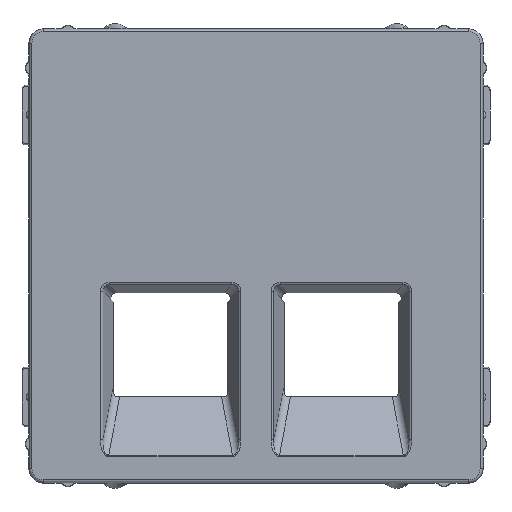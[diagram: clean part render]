
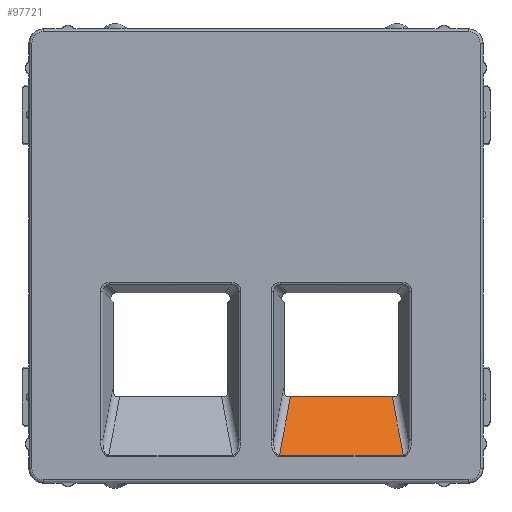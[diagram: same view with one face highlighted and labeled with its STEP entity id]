
A CAD part, top view. The second image highlights one B-rep face of the part: STEP entity #97721.
In plain terms, the highlighted planar face has unit normal (0, 0.463, 0.887).
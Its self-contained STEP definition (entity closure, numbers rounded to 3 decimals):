
#97693=AXIS2_PLACEMENT_3D('Plane Axis2P3D',#97690,#97691,#97692) ;
#97650=CARTESIAN_POINT('Vertex',(4.041,-16.5,7.7)) ;
#97653=CARTESIAN_POINT('Line Origine',(2.395,-16.5,7.7)) ;
#97657=CARTESIAN_POINT('Vertex',(10.,-16.5,7.7)) ;
#97660=CARTESIAN_POINT('Line Origine',(2.395,-16.5,7.7)) ;
#97664=CARTESIAN_POINT('Vertex',(15.959,-16.5,7.7)) ;
#97690=CARTESIAN_POINT('Axis2P3D Location',(16.7,-16.5,7.7)) ;
#97695=CARTESIAN_POINT('Line Origine',(10.,-23.335,11.266)) ;
#97699=CARTESIAN_POINT('Vertex',(17.256,-23.335,11.266)) ;
#97701=CARTESIAN_POINT('Vertex',(2.744,-23.335,11.266)) ;
#97704=CARTESIAN_POINT('Line Origine',(16.607,-19.917,9.483)) ;
#97709=CARTESIAN_POINT('Line Origine',(3.393,-19.917,9.483)) ;
#97654=DIRECTION('Vector Direction',(-1.,0.,0.)) ;
#97661=DIRECTION('Vector Direction',(-1.,0.,0.)) ;
#97691=DIRECTION('Axis2P3D Direction',(-0.,-0.463,-0.887)) ;
#97692=DIRECTION('Axis2P3D XDirection',(0.,-0.887,0.463)) ;
#97696=DIRECTION('Vector Direction',(-1.,0.,0.)) ;
#97705=DIRECTION('Vector Direction',(0.166,-0.874,0.456)) ;
#97710=DIRECTION('Vector Direction',(-0.166,-0.874,0.456)) ;
#97655=VECTOR('Line Direction',#97654,1.) ;
#97662=VECTOR('Line Direction',#97661,1.) ;
#97697=VECTOR('Line Direction',#97696,1.) ;
#97706=VECTOR('Line Direction',#97705,1.) ;
#97711=VECTOR('Line Direction',#97710,1.) ;
#97715=ORIENTED_EDGE('',*,*,#97703,.F.) ;
#97716=ORIENTED_EDGE('',*,*,#97708,.F.) ;
#97717=ORIENTED_EDGE('',*,*,#97666,.F.) ;
#97718=ORIENTED_EDGE('',*,*,#97659,.T.) ;
#97719=ORIENTED_EDGE('',*,*,#97713,.T.) ;
#97721=ADVANCED_FACE('PartBody',(#97720),#97694,.F.) ;
#97659=EDGE_CURVE('',#97658,#97651,#97656,.T.) ;
#97666=EDGE_CURVE('',#97658,#97665,#97663,.F.) ;
#97703=EDGE_CURVE('',#97700,#97702,#97698,.T.) ;
#97708=EDGE_CURVE('',#97665,#97700,#97707,.T.) ;
#97713=EDGE_CURVE('',#97651,#97702,#97712,.T.) ;
#97714=EDGE_LOOP('',(#97715,#97716,#97717,#97718,#97719)) ;
#97720=FACE_OUTER_BOUND('',#97714,.T.) ;
#97656=LINE('Line',#97653,#97655) ;
#97663=LINE('Line',#97660,#97662) ;
#97698=LINE('Line',#97695,#97697) ;
#97707=LINE('Line',#97704,#97706) ;
#97712=LINE('Line',#97709,#97711) ;
#97694=PLANE('',#97693) ;
#97651=VERTEX_POINT('',#97650) ;
#97658=VERTEX_POINT('',#97657) ;
#97665=VERTEX_POINT('',#97664) ;
#97700=VERTEX_POINT('',#97699) ;
#97702=VERTEX_POINT('',#97701) ;
